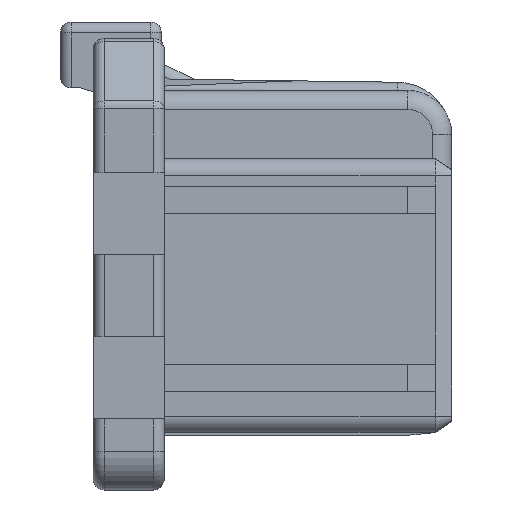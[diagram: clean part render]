
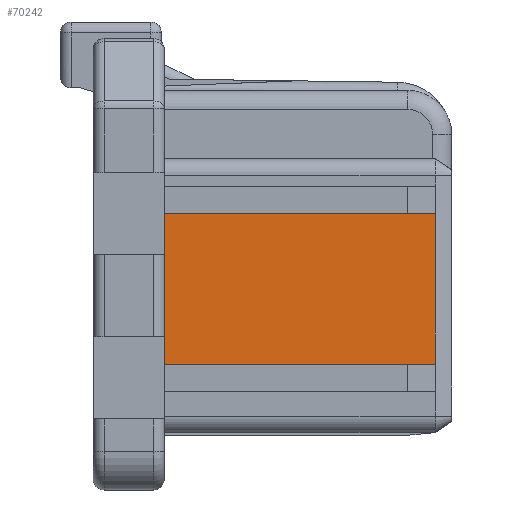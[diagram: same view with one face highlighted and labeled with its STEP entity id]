
A CAD part, left-side view. The second image highlights one B-rep face of the part: STEP entity #70242.
In plain terms, the highlighted planar face has unit normal (-1, 0, 0).
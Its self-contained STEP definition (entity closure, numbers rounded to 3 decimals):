
#3914=CARTESIAN_POINT('',(-11.712,4.807,1.145));
#3915=VERTEX_POINT('',#3914);
#3922=CARTESIAN_POINT('',(-11.712,4.807,3.663));
#3923=VERTEX_POINT('',#3922);
#3924=CARTESIAN_POINT('',(-11.712,4.807,1.145));
#3925=DIRECTION('',(0.,0.,1.));
#3926=VECTOR('',#3925,2.518);
#3927=LINE('',#3924,#3926);
#3928=EDGE_CURVE('',#3915,#3923,#3927,.T.);
#4634=CARTESIAN_POINT('',(-11.712,0.275,1.145));
#4635=VERTEX_POINT('',#4634);
#4642=CARTESIAN_POINT('',(-11.712,0.275,1.145));
#4643=DIRECTION('',(0.,1.,0.));
#4644=VECTOR('',#4643,4.533);
#4645=LINE('',#4642,#4644);
#4646=EDGE_CURVE('',#4635,#3915,#4645,.T.);
#4657=CARTESIAN_POINT('',(-11.712,0.275,3.663));
#4658=VERTEX_POINT('',#4657);
#4659=CARTESIAN_POINT('',(-11.712,4.807,3.663));
#4660=DIRECTION('',(0.,-1.,0.));
#4661=VECTOR('',#4660,4.533);
#4662=LINE('',#4659,#4661);
#4663=EDGE_CURVE('',#3923,#4658,#4662,.T.);
#69874=CARTESIAN_POINT('',(-11.712,0.275,3.663));
#69875=DIRECTION('',(0.,0.,-1.));
#69876=VECTOR('',#69875,2.518);
#69877=LINE('',#69874,#69876);
#69878=EDGE_CURVE('',#4658,#4635,#69877,.T.);
#70231=CARTESIAN_POINT('',(-11.712,2.541,2.289));
#70232=DIRECTION('',(0.,0.,-1.));
#70233=DIRECTION('',(-1.,-0.,0.));
#70234=AXIS2_PLACEMENT_3D('',#70231,#70233,#70232);
#70235=PLANE('',#70234);
#70236=ORIENTED_EDGE('',*,*,#4663,.F.);
#70237=ORIENTED_EDGE('',*,*,#3928,.F.);
#70238=ORIENTED_EDGE('',*,*,#4646,.F.);
#70239=ORIENTED_EDGE('',*,*,#69878,.F.);
#70240=EDGE_LOOP('',(#70236,#70237,#70238,#70239));
#70241=FACE_OUTER_BOUND('',#70240,.T.);
#70242=ADVANCED_FACE('',(#70241),#70235,.T.);
